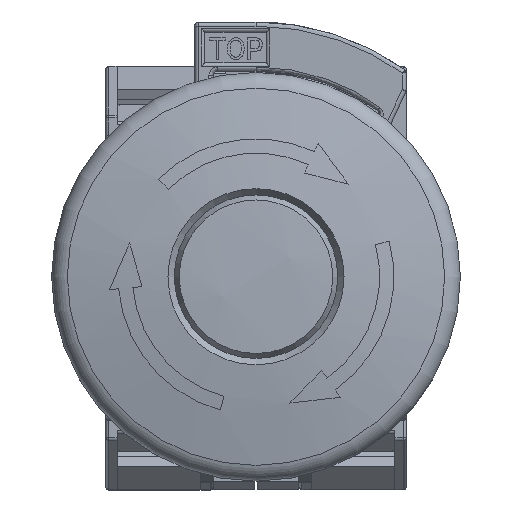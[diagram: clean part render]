
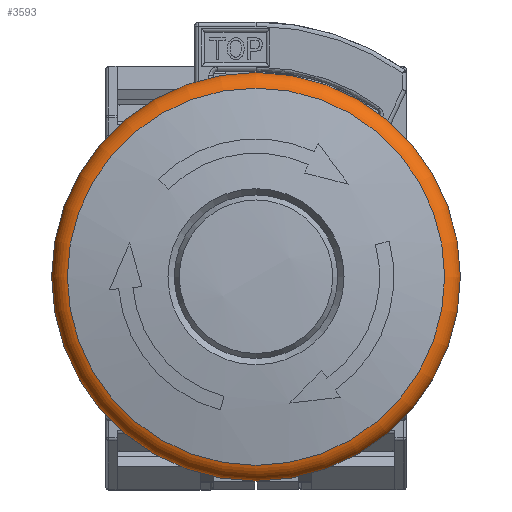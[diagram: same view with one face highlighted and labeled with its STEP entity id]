
A CAD part, top view. The second image highlights one B-rep face of the part: STEP entity #3593.
In plain terms, the highlighted toroidal (fillet/blend) face has major radius 18 mm and minor radius 2 mm.
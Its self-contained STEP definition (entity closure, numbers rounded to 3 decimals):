
#1129 = CARTESIAN_POINT ( 'NONE',  ( -20., 0., 27.895 ) ) ;
#1323 = EDGE_CURVE ( 'NONE', #15502, #15502, #24419, .T. ) ;
#1460 = AXIS2_PLACEMENT_3D ( 'NONE', #10124, #25079, #14435 ) ;
#2208 = ORIENTED_EDGE ( 'NONE', *, *, #1323, .F. ) ;
#3593 = ADVANCED_FACE ( 'NONE', ( #17890, #7369 ), #20557, .T. ) ;
#3779 = AXIS2_PLACEMENT_3D ( 'NONE', #5840, #18691, #20653 ) ;
#5840 = CARTESIAN_POINT ( 'NONE',  ( 0., 0., 27.895 ) ) ;
#6225 = EDGE_CURVE ( 'NONE', #7340, #7340, #26193, .T. ) ;
#7340 = VERTEX_POINT ( 'NONE', #15917 ) ;
#7369 = FACE_OUTER_BOUND ( 'NONE', #9334, .T. ) ;
#9334 = EDGE_LOOP ( 'NONE', ( #12702 ) ) ;
#9835 = AXIS2_PLACEMENT_3D ( 'NONE', #18717, #23409, #25491 ) ;
#10124 = CARTESIAN_POINT ( 'NONE',  ( 0., 0., 29.841 ) ) ;
#12702 = ORIENTED_EDGE ( 'NONE', *, *, #6225, .T. ) ;
#14435 = DIRECTION ( 'NONE',  ( -1., 0., 0. ) ) ;
#15502 = VERTEX_POINT ( 'NONE', #1129 ) ;
#15917 = CARTESIAN_POINT ( 'NONE',  ( -18.462, 0., 29.841 ) ) ;
#16825 = EDGE_LOOP ( 'NONE', ( #2208 ) ) ;
#17890 = FACE_OUTER_BOUND ( 'NONE', #16825, .T. ) ;
#18691 = DIRECTION ( 'NONE',  ( 0., 0., -1. ) ) ;
#18717 = CARTESIAN_POINT ( 'NONE',  ( 0., 0., 27.895 ) ) ;
#20557 = TOROIDAL_SURFACE ( 'NONE', #3779, 18., 2. ) ;
#20653 = DIRECTION ( 'NONE',  ( -1., 0., 0. ) ) ;
#23409 = DIRECTION ( 'NONE',  ( 0., 0., -1. ) ) ;
#24419 = CIRCLE ( 'NONE', #9835, 20. ) ;
#25079 = DIRECTION ( 'NONE',  ( 0., 0., -1. ) ) ;
#25491 = DIRECTION ( 'NONE',  ( -1., 0., 0. ) ) ;
#26193 = CIRCLE ( 'NONE', #1460, 18.462 ) ;
